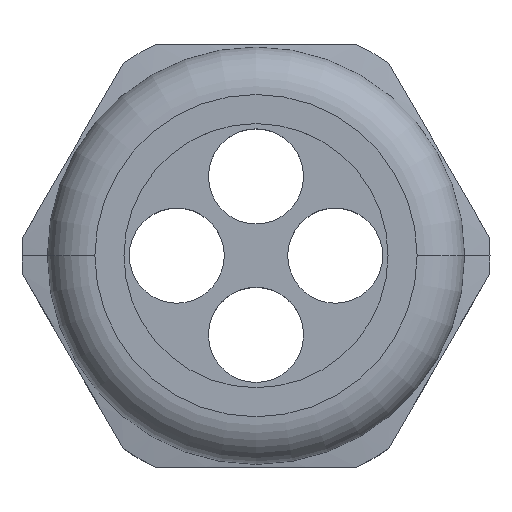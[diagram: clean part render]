
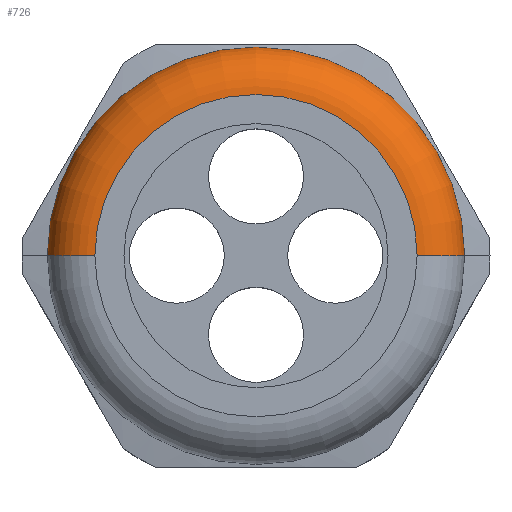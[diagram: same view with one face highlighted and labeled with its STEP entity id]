
A CAD part, top view. The second image highlights one B-rep face of the part: STEP entity #726.
In plain terms, the highlighted toroidal (fillet/blend) face has major radius 15.25 mm and minor radius 4.5 mm.
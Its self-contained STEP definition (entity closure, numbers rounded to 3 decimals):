
#137 = CARTESIAN_POINT ( 'NONE',  ( -15.25, 0., 33.5 ) ) ;
#138 = DIRECTION ( 'NONE',  ( 0., 1., 0. ) ) ;
#139 = DIRECTION ( 'NONE',  ( -1., 0., 0. ) ) ;
#269 = CIRCLE ( 'NONE', #425, 19.75 ) ;
#270 = CIRCLE ( 'NONE', #423, 15.25 ) ;
#271 = CIRCLE ( 'NONE', #426, 4.5 ) ;
#294 = TOROIDAL_SURFACE ( 'NONE', #473, 15.25, 4.5 ) ;
#303 = CIRCLE ( 'NONE', #554, 4.5 ) ;
#423 = AXIS2_PLACEMENT_3D ( 'NONE', #901, #902, #903 ) ;
#425 = AXIS2_PLACEMENT_3D ( 'NONE', #904, #905, #906 ) ;
#426 = AXIS2_PLACEMENT_3D ( 'NONE', #895, #899, #900 ) ;
#473 = AXIS2_PLACEMENT_3D ( 'NONE', #1041, #1042, #1043 ) ;
#478 = FACE_OUTER_BOUND ( 'NONE', #1455, .T. ) ;
#554 = AXIS2_PLACEMENT_3D ( 'NONE', #137, #138, #139 ) ;
#691 = EDGE_CURVE ( 'NONE', #1268, #1266, #303, .T. ) ;
#726 = ADVANCED_FACE ( 'NONE', ( #478 ), #294, .T. ) ;
#771 = EDGE_CURVE ( 'NONE', #1267, #1265, #271, .T. ) ;
#772 = EDGE_CURVE ( 'NONE', #1265, #1266, #270, .T. ) ;
#773 = EDGE_CURVE ( 'NONE', #1268, #1267, #269, .T. ) ;
#854 = ORIENTED_EDGE ( 'NONE', *, *, #772, .F. ) ;
#855 = ORIENTED_EDGE ( 'NONE', *, *, #691, .T. ) ;
#856 = ORIENTED_EDGE ( 'NONE', *, *, #771, .F. ) ;
#895 = CARTESIAN_POINT ( 'NONE',  ( 15.25, 0., 33.5 ) ) ;
#899 = DIRECTION ( 'NONE',  ( 0., -1., 0. ) ) ;
#900 = DIRECTION ( 'NONE',  ( 0., 0., -1. ) ) ;
#901 = CARTESIAN_POINT ( 'NONE',  ( 0., 0., 38. ) ) ;
#902 = DIRECTION ( 'NONE',  ( 0., 0., 1. ) ) ;
#903 = DIRECTION ( 'NONE',  ( 1., 0., 0. ) ) ;
#904 = CARTESIAN_POINT ( 'NONE',  ( 0., 0., 33.5 ) ) ;
#905 = DIRECTION ( 'NONE',  ( 0., 0., -1. ) ) ;
#906 = DIRECTION ( 'NONE',  ( 1., 0., 0. ) ) ;
#1041 = CARTESIAN_POINT ( 'NONE',  ( 0., 0., 33.5 ) ) ;
#1042 = DIRECTION ( 'NONE',  ( 0., 0., 1. ) ) ;
#1043 = DIRECTION ( 'NONE',  ( 1., 0., 0. ) ) ;
#1265 = VERTEX_POINT ( 'NONE', #1785 ) ;
#1266 = VERTEX_POINT ( 'NONE', #1786 ) ;
#1267 = VERTEX_POINT ( 'NONE', #1787 ) ;
#1268 = VERTEX_POINT ( 'NONE', #1788 ) ;
#1305 = ORIENTED_EDGE ( 'NONE', *, *, #773, .F. ) ;
#1455 = EDGE_LOOP ( 'NONE', ( #1305, #855, #854, #856 ) ) ;
#1785 = CARTESIAN_POINT ( 'NONE',  ( 15.25, 0., 38. ) ) ;
#1786 = CARTESIAN_POINT ( 'NONE',  ( -15.25, 0., 38. ) ) ;
#1787 = CARTESIAN_POINT ( 'NONE',  ( 19.75, 0., 33.5 ) ) ;
#1788 = CARTESIAN_POINT ( 'NONE',  ( -19.75, 0., 33.5 ) ) ;
